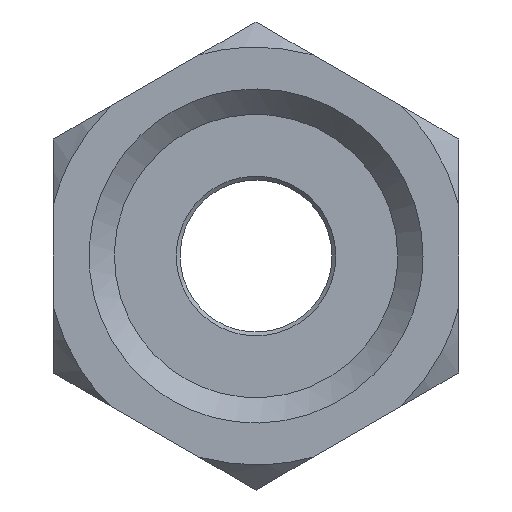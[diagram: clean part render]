
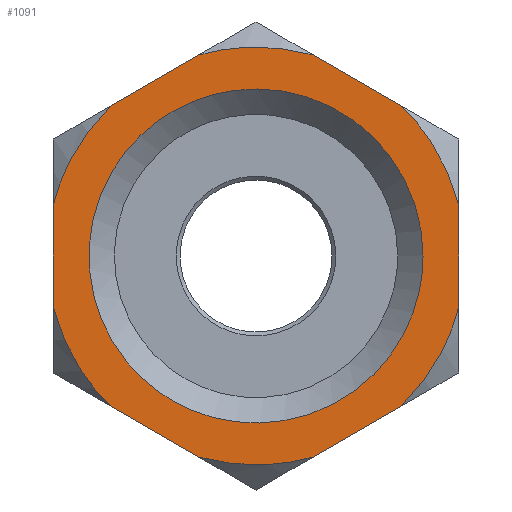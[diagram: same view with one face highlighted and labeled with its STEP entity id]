
A CAD part, left-side view. The second image highlights one B-rep face of the part: STEP entity #1091.
In plain terms, the highlighted free-form (B-spline) face has degree [1, 1] with [2, 2] control points.
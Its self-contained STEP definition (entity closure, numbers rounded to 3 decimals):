
#588 = VERTEX_POINT('',#589);
#589 = CARTESIAN_POINT('',(-25.629,11.78,
    -12.139));
#621 = EDGE_CURVE('',#622,#588,#624,.T.);
#622 = VERTEX_POINT('',#623);
#623 = CARTESIAN_POINT('',(-25.629,16.403,
    -4.133));
#624 = ( BOUNDED_CURVE() B_SPLINE_CURVE(2,(#625,#626,#627),
.UNSPECIFIED.,.F.,.F.) B_SPLINE_CURVE_WITH_KNOTS((3,3),(0.,
0.554),.PIECEWISE_BEZIER_KNOTS.) CURVE() 
GEOMETRIC_REPRESENTATION_ITEM() RATIONAL_B_SPLINE_CURVE((1.,
0.962,1.)) REPRESENTATION_ITEM('') );
#625 = CARTESIAN_POINT('',(-25.629,16.403,
    -4.133));
#626 = CARTESIAN_POINT('',(-25.629,15.229,
    -8.792));
#627 = CARTESIAN_POINT('',(-25.629,11.78,
    -12.139));
#674 = VERTEX_POINT('',#675);
#675 = CARTESIAN_POINT('',(-25.629,4.622,
    -16.272));
#708 = VERTEX_POINT('',#709);
#709 = CARTESIAN_POINT('',(-25.629,-4.622,
    -16.272));
#739 = EDGE_CURVE('',#674,#708,#740,.T.);
#740 = ( BOUNDED_CURVE() B_SPLINE_CURVE(2,(#741,#742,#743),
.UNSPECIFIED.,.F.,.F.) B_SPLINE_CURVE_WITH_KNOTS((3,3),(0.,
0.554),.PIECEWISE_BEZIER_KNOTS.) CURVE() 
GEOMETRIC_REPRESENTATION_ITEM() RATIONAL_B_SPLINE_CURVE((1.,
0.962,1.)) REPRESENTATION_ITEM('') );
#741 = CARTESIAN_POINT('',(-25.629,4.622,
    -16.272));
#742 = CARTESIAN_POINT('',(-25.629,0.,
    -17.585));
#743 = CARTESIAN_POINT('',(-25.629,-4.622,
    -16.272));
#756 = VERTEX_POINT('',#757);
#757 = CARTESIAN_POINT('',(-25.629,-11.78,
    -12.139));
#790 = VERTEX_POINT('',#791);
#791 = CARTESIAN_POINT('',(-25.629,-16.403,
    -4.133));
#825 = EDGE_CURVE('',#756,#790,#826,.T.);
#826 = ( BOUNDED_CURVE() B_SPLINE_CURVE(2,(#827,#828,#829),
.UNSPECIFIED.,.F.,.F.) B_SPLINE_CURVE_WITH_KNOTS((3,3),(0.,
0.554),.PIECEWISE_BEZIER_KNOTS.) CURVE() 
GEOMETRIC_REPRESENTATION_ITEM() RATIONAL_B_SPLINE_CURVE((1.,
0.962,1.)) REPRESENTATION_ITEM('') );
#827 = CARTESIAN_POINT('',(-25.629,-11.78,
    -12.139));
#828 = CARTESIAN_POINT('',(-25.629,-15.229,
    -8.792));
#829 = CARTESIAN_POINT('',(-25.629,-16.403,
    -4.133));
#842 = VERTEX_POINT('',#843);
#843 = CARTESIAN_POINT('',(-25.629,-16.403,
    4.133));
#880 = VERTEX_POINT('',#881);
#881 = CARTESIAN_POINT('',(-25.629,-11.78,
    12.139));
#911 = EDGE_CURVE('',#842,#880,#912,.T.);
#912 = ( BOUNDED_CURVE() B_SPLINE_CURVE(2,(#913,#914,#915),
.UNSPECIFIED.,.F.,.F.) B_SPLINE_CURVE_WITH_KNOTS((3,3),(0.,
0.554),.PIECEWISE_BEZIER_KNOTS.) CURVE() 
GEOMETRIC_REPRESENTATION_ITEM() RATIONAL_B_SPLINE_CURVE((1.,
0.962,1.)) REPRESENTATION_ITEM('') );
#913 = CARTESIAN_POINT('',(-25.629,-16.403,
    4.133));
#914 = CARTESIAN_POINT('',(-25.629,-15.229,
    8.792));
#915 = CARTESIAN_POINT('',(-25.629,-11.78,
    12.139));
#928 = VERTEX_POINT('',#929);
#929 = CARTESIAN_POINT('',(-25.629,-4.622,
    16.272));
#962 = VERTEX_POINT('',#963);
#963 = CARTESIAN_POINT('',(-25.629,4.622,
    16.272));
#993 = EDGE_CURVE('',#928,#962,#994,.T.);
#994 = ( BOUNDED_CURVE() B_SPLINE_CURVE(2,(#995,#996,#997),
.UNSPECIFIED.,.F.,.F.) B_SPLINE_CURVE_WITH_KNOTS((3,3),(0.,
0.554),.PIECEWISE_BEZIER_KNOTS.) CURVE() 
GEOMETRIC_REPRESENTATION_ITEM() RATIONAL_B_SPLINE_CURVE((1.,
0.962,1.)) REPRESENTATION_ITEM('') );
#995 = CARTESIAN_POINT('',(-25.629,-4.622,
    16.272));
#996 = CARTESIAN_POINT('',(-25.629,0.,
    17.585));
#997 = CARTESIAN_POINT('',(-25.629,4.622,
    16.272));
#1010 = VERTEX_POINT('',#1011);
#1011 = CARTESIAN_POINT('',(-25.629,11.78,
    12.139));
#1044 = VERTEX_POINT('',#1045);
#1045 = CARTESIAN_POINT('',(-25.629,16.403,
    4.133));
#1079 = EDGE_CURVE('',#1010,#1044,#1080,.T.);
#1080 = ( BOUNDED_CURVE() B_SPLINE_CURVE(2,(#1081,#1082,#1083),
.UNSPECIFIED.,.F.,.F.) B_SPLINE_CURVE_WITH_KNOTS((3,3),(0.,
0.554),.PIECEWISE_BEZIER_KNOTS.) CURVE() 
GEOMETRIC_REPRESENTATION_ITEM() RATIONAL_B_SPLINE_CURVE((1.,
0.962,1.)) REPRESENTATION_ITEM('') );
#1081 = CARTESIAN_POINT('',(-25.629,11.78,
    12.139));
#1082 = CARTESIAN_POINT('',(-25.629,15.229,
    8.792));
#1083 = CARTESIAN_POINT('',(-25.629,16.403,
    4.133));
#1091 = ADVANCED_FACE('',(#1092,#1130),#1144,.T.);
#1092 = FACE_BOUND('',#1093,.T.);
#1093 = EDGE_LOOP('',(#1094,#1099,#1100,#1105,#1106,#1111,#1112,#1117,
    #1118,#1123,#1124,#1129));
#1094 = ORIENTED_EDGE('',*,*,#1095,.T.);
#1095 = EDGE_CURVE('',#588,#674,#1096,.T.);
#1096 = B_SPLINE_CURVE_WITH_KNOTS('',1,(#1097,#1098),.UNSPECIFIED.,.F.,
  .F.,(2,2),(0.,8.062),.PIECEWISE_BEZIER_KNOTS.);
#1097 = CARTESIAN_POINT('',(-25.629,11.78,
    -12.139));
#1098 = CARTESIAN_POINT('',(-25.629,4.622,
    -16.272));
#1099 = ORIENTED_EDGE('',*,*,#739,.T.);
#1100 = ORIENTED_EDGE('',*,*,#1101,.T.);
#1101 = EDGE_CURVE('',#708,#756,#1102,.T.);
#1102 = B_SPLINE_CURVE_WITH_KNOTS('',1,(#1103,#1104),.UNSPECIFIED.,.F.,
  .F.,(2,2),(0.,8.062),
  .PIECEWISE_BEZIER_KNOTS.);
#1103 = CARTESIAN_POINT('',(-25.629,-4.622,
    -16.272));
#1104 = CARTESIAN_POINT('',(-25.629,-11.78,
    -12.139));
#1105 = ORIENTED_EDGE('',*,*,#825,.T.);
#1106 = ORIENTED_EDGE('',*,*,#1107,.T.);
#1107 = EDGE_CURVE('',#790,#842,#1108,.T.);
#1108 = B_SPLINE_CURVE_WITH_KNOTS('',1,(#1109,#1110),.UNSPECIFIED.,.F.,
  .F.,(2,2),(0.,8.062),
  .PIECEWISE_BEZIER_KNOTS.);
#1109 = CARTESIAN_POINT('',(-25.629,-16.403,
    -4.133));
#1110 = CARTESIAN_POINT('',(-25.629,-16.403,
    4.133));
#1111 = ORIENTED_EDGE('',*,*,#911,.T.);
#1112 = ORIENTED_EDGE('',*,*,#1113,.T.);
#1113 = EDGE_CURVE('',#880,#928,#1114,.T.);
#1114 = B_SPLINE_CURVE_WITH_KNOTS('',1,(#1115,#1116),.UNSPECIFIED.,.F.,
  .F.,(2,2),(0.,8.062),.PIECEWISE_BEZIER_KNOTS.);
#1115 = CARTESIAN_POINT('',(-25.629,-11.78,
    12.139));
#1116 = CARTESIAN_POINT('',(-25.629,-4.622,
    16.272));
#1117 = ORIENTED_EDGE('',*,*,#993,.T.);
#1118 = ORIENTED_EDGE('',*,*,#1119,.T.);
#1119 = EDGE_CURVE('',#962,#1010,#1120,.T.);
#1120 = B_SPLINE_CURVE_WITH_KNOTS('',1,(#1121,#1122),.UNSPECIFIED.,.F.,
  .F.,(2,2),(0.,8.062),.PIECEWISE_BEZIER_KNOTS.);
#1121 = CARTESIAN_POINT('',(-25.629,4.622,
    16.272));
#1122 = CARTESIAN_POINT('',(-25.629,11.78,
    12.139));
#1123 = ORIENTED_EDGE('',*,*,#1079,.T.);
#1124 = ORIENTED_EDGE('',*,*,#1125,.T.);
#1125 = EDGE_CURVE('',#1044,#622,#1126,.T.);
#1126 = B_SPLINE_CURVE_WITH_KNOTS('',1,(#1127,#1128),.UNSPECIFIED.,.F.,
  .F.,(2,2),(0.,8.062),
  .PIECEWISE_BEZIER_KNOTS.);
#1127 = CARTESIAN_POINT('',(-25.629,16.403,
    4.133));
#1128 = CARTESIAN_POINT('',(-25.629,16.403,
    -4.133));
#1129 = ORIENTED_EDGE('',*,*,#621,.T.);
#1130 = FACE_BOUND('',#1131,.T.);
#1131 = EDGE_LOOP('',(#1132));
#1132 = ORIENTED_EDGE('',*,*,#1133,.F.);
#1133 = EDGE_CURVE('',#1134,#1134,#1136,.T.);
#1134 = VERTEX_POINT('',#1135);
#1135 = CARTESIAN_POINT('',(-25.629,-13.52,
    0.));
#1136 = ( BOUNDED_CURVE() B_SPLINE_CURVE(2,(#1137,#1138,#1139,#1140,
#1141,#1142,#1143),.UNSPECIFIED.,.T.,.F.) B_SPLINE_CURVE_WITH_KNOTS((1,2
    ,2,2,2,1),(-2.094,0.,2.094,4.189,
6.283,8.378),.UNSPECIFIED.) CURVE() 
GEOMETRIC_REPRESENTATION_ITEM() RATIONAL_B_SPLINE_CURVE((1.,0.5,1.,0.5,
1.,0.5,1.)) REPRESENTATION_ITEM('') );
#1137 = CARTESIAN_POINT('',(-25.629,-13.52,0.));
#1138 = CARTESIAN_POINT('',(-25.629,-13.52,
    23.418));
#1139 = CARTESIAN_POINT('',(-25.629,6.76,
    11.709));
#1140 = CARTESIAN_POINT('',(-25.629,27.04,
    0.));
#1141 = CARTESIAN_POINT('',(-25.629,6.76,
    -11.709));
#1142 = CARTESIAN_POINT('',(-25.629,-13.52,
    -23.418));
#1143 = CARTESIAN_POINT('',(-25.629,-13.52,0.));
#1144 = B_SPLINE_SURFACE_WITH_KNOTS('',1,1,(
    (#1145,#1146)
    ,(#1147,#1148
    )),.UNSPECIFIED.,.F.,.F.,.F.,(2,2),(2,2),(-16.,16.),(-16.5,16.5),
  .PIECEWISE_BEZIER_KNOTS.);
#1145 = CARTESIAN_POINT('',(-25.629,16.403,
    -16.915));
#1146 = CARTESIAN_POINT('',(-25.629,16.403,
    16.915));
#1147 = CARTESIAN_POINT('',(-25.629,-16.403,
    -16.915));
#1148 = CARTESIAN_POINT('',(-25.629,-16.403,
    16.915));
